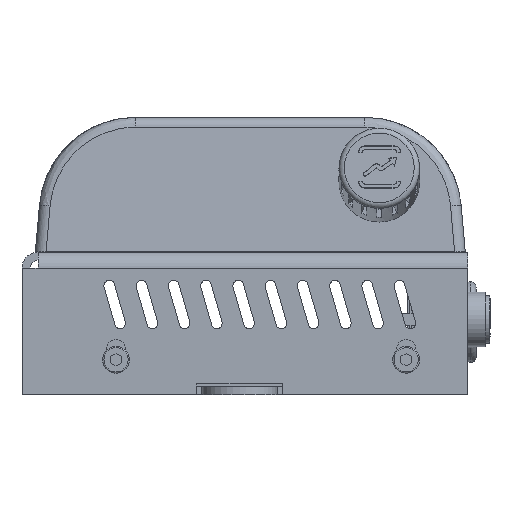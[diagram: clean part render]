
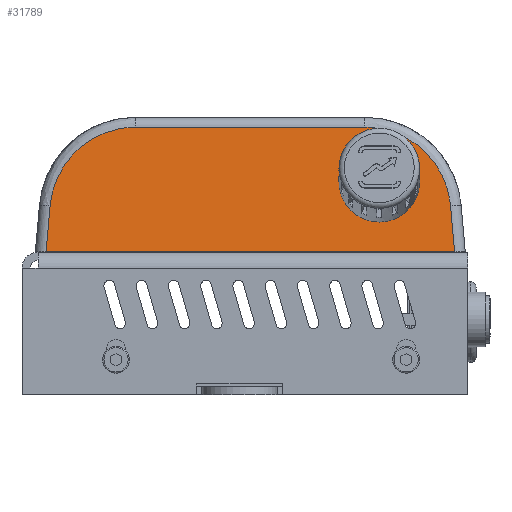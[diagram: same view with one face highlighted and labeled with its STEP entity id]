
A CAD part, left-side view. The second image highlights one B-rep face of the part: STEP entity #31789.
In plain terms, the highlighted face is planar.
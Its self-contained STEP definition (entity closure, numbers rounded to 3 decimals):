
#860=ELLIPSE('',#34341,16.061,16.);
#861=ELLIPSE('',#34345,16.061,16.);
#1426=FACE_BOUND('',#4974,.T.);
#1933=CIRCLE('',#34001,6.);
#3168=FACE_OUTER_BOUND('',#4973,.T.);
#4973=EDGE_LOOP('',(#22696,#22697,#22698,#22699,#22700,#22701));
#4974=EDGE_LOOP('',(#22702));
#7073=LINE('',#49540,#10218);
#7076=LINE('',#49585,#10221);
#7078=LINE('',#49628,#10223);
#7087=LINE('',#49731,#10232);
#10218=VECTOR('',#38771,10.);
#10221=VECTOR('',#38784,10.);
#10223=VECTOR('',#38792,10.);
#10232=VECTOR('',#38833,10.);
#13076=VERTEX_POINT('',#46505);
#13483=VERTEX_POINT('',#49537);
#13484=VERTEX_POINT('',#49539);
#13485=VERTEX_POINT('',#49578);
#13486=VERTEX_POINT('',#49582);
#13487=VERTEX_POINT('',#49621);
#13489=VERTEX_POINT('',#49627);
#16204=EDGE_CURVE('',#13076,#13076,#1933,.T.);
#16820=EDGE_CURVE('',#13483,#13484,#7073,.T.);
#16824=EDGE_CURVE('',#13484,#13485,#860,.T.);
#16827=EDGE_CURVE('',#13485,#13486,#7076,.T.);
#16829=EDGE_CURVE('',#13486,#13487,#861,.T.);
#16831=EDGE_CURVE('',#13487,#13489,#7078,.T.);
#16849=EDGE_CURVE('',#13489,#13483,#7087,.T.);
#22696=ORIENTED_EDGE('',*,*,#16820,.F.);
#22697=ORIENTED_EDGE('',*,*,#16849,.F.);
#22698=ORIENTED_EDGE('',*,*,#16831,.F.);
#22699=ORIENTED_EDGE('',*,*,#16829,.F.);
#22700=ORIENTED_EDGE('',*,*,#16827,.F.);
#22701=ORIENTED_EDGE('',*,*,#16824,.F.);
#22702=ORIENTED_EDGE('',*,*,#16204,.T.);
#29519=PLANE('',#34364);
#31789=ADVANCED_FACE('',(#3168,#1426),#29519,.T.);
#34001=AXIS2_PLACEMENT_3D('',#46506,#37754,#37755);
#34341=AXIS2_PLACEMENT_3D('',#49580,#38777,#38778);
#34345=AXIS2_PLACEMENT_3D('',#49623,#38787,#38788);
#34364=AXIS2_PLACEMENT_3D('',#49734,#38837,#38838);
#37754=DIRECTION('center_axis',(0.,-0.087,-0.996));
#37755=DIRECTION('ref_axis',(1.,0.,0.));
#38771=DIRECTION('',(0.087,0.992,-0.087));
#38777=DIRECTION('center_axis',(0.,-0.087,-0.996));
#38778=DIRECTION('ref_axis',(0.,0.996,-0.087));
#38784=DIRECTION('',(1.,0.,0.));
#38787=DIRECTION('center_axis',(0.,-0.087,-0.996));
#38788=DIRECTION('ref_axis',(0.,0.996,-0.087));
#38792=DIRECTION('',(0.087,-0.992,0.087));
#38833=DIRECTION('',(-1.,0.,0.));
#38837=DIRECTION('center_axis',(0.,0.087,0.996));
#38838=DIRECTION('ref_axis',(1.,0.,0.));
#46505=CARTESIAN_POINT('',(58.003,12.988,118.864));
#46506=CARTESIAN_POINT('Origin',(64.003,12.988,118.864));
#49537=CARTESIAN_POINT('',(1.992,0.,120.));
#49539=CARTESIAN_POINT('',(2.742,8.569,119.25));
#49540=CARTESIAN_POINT('',(3.121,12.901,118.871));
#49578=CARTESIAN_POINT('',(18.681,23.174,117.973));
#49580=CARTESIAN_POINT('Origin',(18.681,7.174,119.372));
#49582=CARTESIAN_POINT('',(61.319,23.174,117.973));
#49585=CARTESIAN_POINT('',(20.,23.174,117.973));
#49621=CARTESIAN_POINT('',(77.258,8.569,119.25));
#49623=CARTESIAN_POINT('Origin',(61.319,7.174,119.372));
#49627=CARTESIAN_POINT('',(78.008,0.,120.));
#49628=CARTESIAN_POINT('',(75.798,25.26,117.79));
#49731=CARTESIAN_POINT('',(0.,0.,120.));
#49734=CARTESIAN_POINT('Origin',(40.,12.452,118.911));
